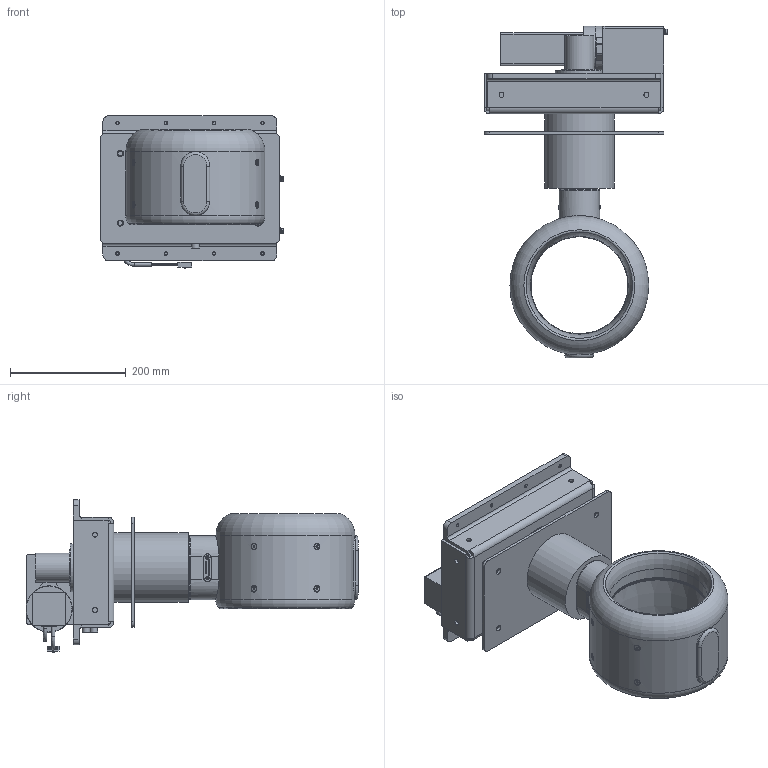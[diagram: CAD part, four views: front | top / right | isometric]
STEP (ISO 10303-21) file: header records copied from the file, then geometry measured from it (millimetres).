
FILE_DESCRIPTION (( 'STEP AP214' ), '1' );
FILE_NAME ('P-087-030-rev-C-SSEAL-M168.STEP', '2025-02-18T14:00:15', ( '' ), ( '' ), 'SwSTEP 2.0', 'SolidWorks 2024', '' );
FILE_SCHEMA (( 'AUTOMOTIVE_DESIGN' ));
Length unit declared in the file: millimetre
Products named in the file (1): P-087-030-rev-C-SSEAL-M168
Bounding box: 317 x 572.46 x 262.72 mm (x, y, z)
Volume: 11518450.7 mm3; surface area: 721851.2 mm2
Topology: 1 solids, 20 shells, 1146 faces, 2824 edges, 1822 vertices
Faces by surface type: plane 712, cylinder 181, bspline 150, cone 63, torus 36, sphere 4
Full cylindrical faces by diameter (mm): 1.5 x2, 2.5 x2, 3 x4, 3.5 x4, 5 x10, 5.3 x2, 5.5 x8, 5.7 x4, 6 x12, 7 x2, 8 x2, 8.5 x16, 9.64 x8, 10 x2, 10.5 x4, 12 x2, 13 x2, 50 x1, 79 x1, 80 x1, 120 x2, 168 x2, 239.4 x1
Entity records: 49865 total; most frequent: CARTESIAN_POINT 13101, ORIENTED_EDGE 5062, DIRECTION 4345, EDGE_CURVE 2531, VERTEX_POINT 1721, EDGE_LOOP 1506, AXIS2_PLACEMENT_3D 1495, VECTOR 1355
